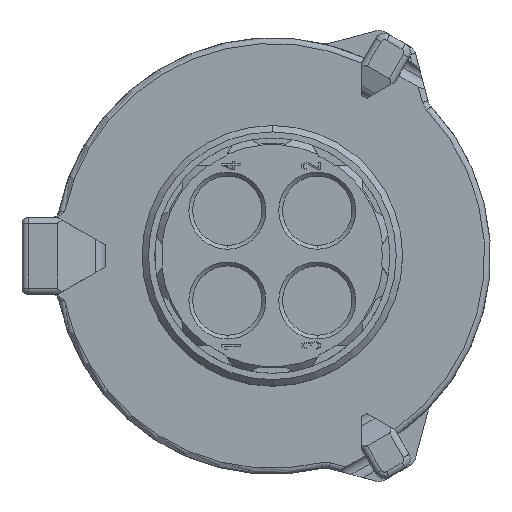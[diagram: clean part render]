
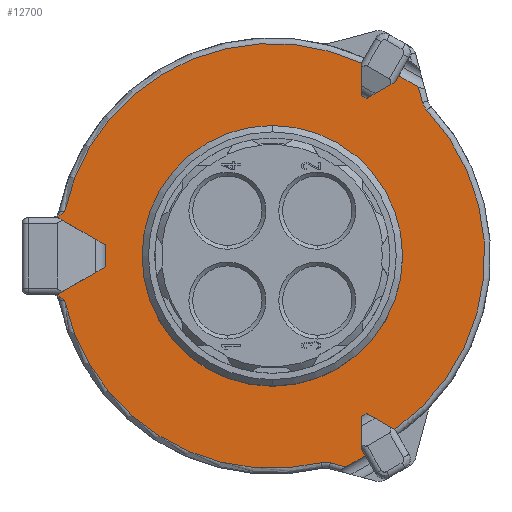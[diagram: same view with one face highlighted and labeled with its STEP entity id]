
A CAD part, top view. The second image highlights one B-rep face of the part: STEP entity #12700.
In plain terms, the highlighted planar face has unit normal (0, 0, 1).
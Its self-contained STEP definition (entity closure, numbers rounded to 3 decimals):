
#961=CARTESIAN_POINT('',(11.38,13.162,-16.5));
#1152=CARTESIAN_POINT('',(9.532,-13.529,-16.5));
#1343=CARTESIAN_POINT('',(5.714,-16.438,-16.5));
#1412=DIRECTION('',(-0.866,0.5,0.));
#1413=VECTOR('',#1412,1.155);
#1414=CARTESIAN_POINT('',(-13.,0.845,-16.5));
#1415=LINE('',#1414,#1413);
#1419=DIRECTION('',(0.,-1.,0.));
#1420=VECTOR('',#1419,2.844);
#1421=CARTESIAN_POINT('',(-14.,1.422,-16.5));
#1422=LINE('',#1421,#1420);
#1426=DIRECTION('',(0.866,0.5,0.));
#1427=VECTOR('',#1426,1.155);
#1428=CARTESIAN_POINT('',(-14.,-1.422,-16.5));
#1429=LINE('',#1428,#1427);
#1433=DIRECTION('',(0.,1.,0.));
#1434=VECTOR('',#1433,1.689);
#1435=CARTESIAN_POINT('',(-13.,-0.845,-16.5));
#1436=LINE('',#1435,#1434);
#1440=CARTESIAN_POINT('',(0.,0.,-16.5));
#1441=DIRECTION('',(0.,0.,-1.));
#1442=DIRECTION('',(0.,1.,0.));
#1443=AXIS2_PLACEMENT_3D('',#1440,#1441,#1442);
#1448=CARTESIAN_POINT('',(0.,0.,-16.5));
#1449=DIRECTION('',(0.,0.,1.));
#1450=DIRECTION('',(0.,1.,0.));
#1451=AXIS2_PLACEMENT_3D('',#1448,#1449,#1450);
#1529=DIRECTION('',(0.,1.,0.));
#1530=VECTOR('',#1529,6.129);
#1531=CARTESIAN_POINT('',(-16.733,-3.065,-16.5));
#1532=LINE('',#1531,#1530);
#1536=CARTESIAN_POINT('',(0.,0.,-16.5));
#1537=DIRECTION('',(0.,0.,-1.));
#1538=DIRECTION('',(-0.977,0.211,0.));
#1539=AXIS2_PLACEMENT_3D('',#1536,#1537,#1538);
#1544=DIRECTION('',(0.,-1.,0.));
#1545=VECTOR('',#1544,2.52);
#1546=CARTESIAN_POINT('',(6.951,15.02,-16.5));
#1547=LINE('',#1546,#1545);
#1551=DIRECTION('',(0.866,-0.5,0.));
#1552=VECTOR('',#1551,0.46);
#1553=CARTESIAN_POINT('',(6.951,12.499,-16.5));
#1554=LINE('',#1553,#1552);
#1558=DIRECTION('',(0.866,0.5,0.));
#1559=VECTOR('',#1558,2.54);
#1560=CARTESIAN_POINT('',(7.349,12.269,-16.5));
#1561=LINE('',#1560,#1559);
#1565=DIRECTION('',(0.5,0.866,0.));
#1566=VECTOR('',#1565,0.589);
#1567=CARTESIAN_POINT('',(9.549,13.539,-16.5));
#1568=LINE('',#1567,#1566);
#1572=DIRECTION('',(0.866,-0.5,0.));
#1573=VECTOR('',#1572,1.775);
#1574=CARTESIAN_POINT('',(9.843,14.049,-16.5));
#1575=LINE('',#1574,#1573);
#1579=DIRECTION('',(0.259,-0.966,0.));
#1580=VECTOR('',#1579,1.236);
#1581=CARTESIAN_POINT('',(11.38,13.162,-16.5));
#1582=LINE('',#1581,#1580);
#1586=CARTESIAN_POINT('',(13.101,12.344,-16.5));
#1587=DIRECTION('',(0.,0.,1.));
#1588=DIRECTION('',(-0.966,-0.259,0.));
#1589=AXIS2_PLACEMENT_3D('',#1586,#1587,#1588);
#1594=CARTESIAN_POINT('',(0.,0.,-16.5));
#1595=DIRECTION('',(0.,0.,-1.));
#1596=DIRECTION('',(0.728,0.686,0.));
#1597=AXIS2_PLACEMENT_3D('',#1594,#1595,#1596);
#1602=DIRECTION('',(-0.866,0.5,0.));
#1603=VECTOR('',#1602,2.52);
#1604=CARTESIAN_POINT('',(9.532,-13.529,-16.5));
#1605=LINE('',#1604,#1603);
#1609=DIRECTION('',(-0.866,-0.5,0.));
#1610=VECTOR('',#1609,0.46);
#1611=CARTESIAN_POINT('',(7.349,-12.269,-16.5));
#1612=LINE('',#1611,#1610);
#1616=DIRECTION('',(0.,-1.,0.));
#1617=VECTOR('',#1616,2.54);
#1618=CARTESIAN_POINT('',(6.951,-12.499,-16.5));
#1619=LINE('',#1618,#1617);
#1623=DIRECTION('',(0.5,-0.866,0.));
#1624=VECTOR('',#1623,0.593);
#1625=CARTESIAN_POINT('',(6.951,-15.039,-16.5));
#1626=LINE('',#1625,#1624);
#1630=DIRECTION('',(0.866,0.5,0.));
#1631=VECTOR('',#1630,1.771);
#1632=CARTESIAN_POINT('',(5.714,-16.438,-16.5));
#1633=LINE('',#1632,#1631);
#1637=DIRECTION('',(-0.966,0.259,0.));
#1638=VECTOR('',#1637,1.241);
#1639=CARTESIAN_POINT('',(5.714,-16.438,-16.5));
#1640=LINE('',#1639,#1638);
#1644=CARTESIAN_POINT('',(4.14,-17.517,
-16.5));
#1645=DIRECTION('',(0.,0.,1.));
#1646=DIRECTION('',(0.259,0.966,0.));
#1647=AXIS2_PLACEMENT_3D('',#1644,#1645,#1646);
#1652=CARTESIAN_POINT('',(0.,0.,-16.5));
#1653=DIRECTION('',(0.,0.,-1.));
#1654=DIRECTION('',(0.23,-0.973,0.));
#1655=AXIS2_PLACEMENT_3D('',#1652,#1653,#1654);
#1680=CARTESIAN_POINT('',(-14.,1.422,-16.5));
#1774=CARTESIAN_POINT('',(-14.,-1.422,-16.5));
#1963=CARTESIAN_POINT('',(-16.733,-3.065,-16.5));
#1968=CARTESIAN_POINT('',(-16.733,-3.065,-16.5));
#1969=CARTESIAN_POINT('',(-16.69,-3.083,-16.5));
#1970=CARTESIAN_POINT('',(-16.608,-3.126,
-16.5));
#1971=CARTESIAN_POINT('',(-16.493,-3.206,
-16.5));
#1972=CARTESIAN_POINT('',(-16.384,-3.297,
-16.5));
#1973=CARTESIAN_POINT('',(-16.279,-3.396,
-16.5));
#1974=CARTESIAN_POINT('',(-16.21,-3.465,
-16.5));
#1975=CARTESIAN_POINT('',(-16.176,-3.5,
-16.5));
#2393=CARTESIAN_POINT('',(-16.176,3.5,
-16.5));
#2394=CARTESIAN_POINT('',(-16.238,3.437,
-16.5));
#2395=CARTESIAN_POINT('',(-16.359,3.316,
-16.5));
#2396=CARTESIAN_POINT('',(-16.542,3.164,
-16.5));
#2397=CARTESIAN_POINT('',(-16.669,3.092,-16.5));
#2398=CARTESIAN_POINT('',(-16.733,3.065,-16.5));
#2413=CARTESIAN_POINT('',(-16.176,3.5,
-16.5));
#2497=CARTESIAN_POINT('',(6.951,15.02,-16.5));
#10038=CARTESIAN_POINT('',(0.,10.15,-16.5));
#10039=VERTEX_POINT('',#10038);
#10042=CARTESIAN_POINT('',(0.,-10.15,-16.5));
#10043=VERTEX_POINT('',#10042);
#10044=CARTESIAN_POINT('',(-13.,-0.845,-16.5));
#10045=CARTESIAN_POINT('',(-13.,0.845,-16.5));
#10046=VERTEX_POINT('',#10044);
#10047=VERTEX_POINT('',#10045);
#10048=CARTESIAN_POINT('',(6.951,12.499,-16.5));
#10049=CARTESIAN_POINT('',(7.349,12.269,-16.5));
#10050=VERTEX_POINT('',#10048);
#10051=VERTEX_POINT('',#10049);
#10052=CARTESIAN_POINT('',(9.549,13.539,-16.5));
#10053=VERTEX_POINT('',#10052);
#10054=CARTESIAN_POINT('',(6.951,-12.499,-16.5));
#10055=CARTESIAN_POINT('',(6.951,-15.039,-16.5));
#10056=VERTEX_POINT('',#10054);
#10057=VERTEX_POINT('',#10055);
#10058=CARTESIAN_POINT('',(7.349,-12.269,-16.5));
#10059=VERTEX_POINT('',#10058);
#10068=VERTEX_POINT('',#1774);
#10077=VERTEX_POINT('',#1680);
#10092=CARTESIAN_POINT('',(9.843,14.049,-16.5));
#10093=VERTEX_POINT('',#10092);
#10102=CARTESIAN_POINT('',(7.247,-15.553,-16.5));
#10103=VERTEX_POINT('',#10102);
#11040=VERTEX_POINT('',#1152);
#11041=CARTESIAN_POINT('',(12.045,11.35,-16.5));
#11042=VERTEX_POINT('',#11041);
#11049=CARTESIAN_POINT('',(11.7,11.969,
-16.5));
#11050=VERTEX_POINT('',#11049);
#11052=VERTEX_POINT('',#961);
#11058=VERTEX_POINT('',#2497);
#11063=CARTESIAN_POINT('',(4.515,-16.117,
-16.5));
#11064=CARTESIAN_POINT('',(3.806,-16.106,
-16.5));
#11065=VERTEX_POINT('',#11063);
#11066=VERTEX_POINT('',#11064);
#11067=VERTEX_POINT('',#1343);
#11083=VERTEX_POINT('',#2413);
#11090=CARTESIAN_POINT('',(-16.176,-3.5,-16.5));
#11091=VERTEX_POINT('',#11090);
#11096=VERTEX_POINT('',#1963);
#11097=VERTEX_POINT('',#2398);
#12648=CARTESIAN_POINT('',(0.,0.,-16.5));
#12649=DIRECTION('',(0.,0.,1.));
#12650=DIRECTION('',(0.,-1.,0.));
#12651=AXIS2_PLACEMENT_3D('',#12648,#12649,#12650);
#12652=PLANE('',#12651);
#12654=ORIENTED_EDGE('',*,*,#12653,.T.);
#12656=ORIENTED_EDGE('',*,*,#12655,.F.);
#12658=ORIENTED_EDGE('',*,*,#12657,.T.);
#12660=ORIENTED_EDGE('',*,*,#12659,.T.);
#12662=ORIENTED_EDGE('',*,*,#12661,.T.);
#12663=ORIENTED_EDGE('',*,*,#11879,.T.);
#12664=ORIENTED_EDGE('',*,*,#11903,.T.);
#12665=ORIENTED_EDGE('',*,*,#12183,.T.);
#12666=ORIENTED_EDGE('',*,*,#12203,.T.);
#12667=ORIENTED_EDGE('',*,*,#12217,.T.);
#12668=ORIENTED_EDGE('',*,*,#12321,.T.);
#12669=ORIENTED_EDGE('',*,*,#12343,.T.);
#12671=ORIENTED_EDGE('',*,*,#12670,.T.);
#12672=ORIENTED_EDGE('',*,*,#12408,.T.);
#12673=ORIENTED_EDGE('',*,*,#12432,.T.);
#12674=ORIENTED_EDGE('',*,*,#12557,.F.);
#12675=ORIENTED_EDGE('',*,*,#12580,.T.);
#12677=ORIENTED_EDGE('',*,*,#12676,.T.);
#12679=ORIENTED_EDGE('',*,*,#12678,.T.);
#12681=ORIENTED_EDGE('',*,*,#12680,.F.);
#12682=EDGE_LOOP('',(#12654,#12656,#12658,#12660,#12662,#12663,#12664,#12665,
#12666,#12667,#12668,#12669,#12671,#12672,#12673,#12674,#12675,#12677,#12679,
#12681));
#12683=FACE_OUTER_BOUND('',#12682,.F.);
#12685=ORIENTED_EDGE('',*,*,#12684,.T.);
#12687=ORIENTED_EDGE('',*,*,#12686,.T.);
#12689=ORIENTED_EDGE('',*,*,#12688,.T.);
#12691=ORIENTED_EDGE('',*,*,#12690,.T.);
#12692=EDGE_LOOP('',(#12685,#12687,#12689,#12691));
#12693=FACE_BOUND('',#12692,.F.);
#12695=ORIENTED_EDGE('',*,*,#12694,.F.);
#12697=ORIENTED_EDGE('',*,*,#12696,.T.);
#12698=EDGE_LOOP('',(#12695,#12697));
#12699=FACE_BOUND('',#12698,.F.);
#12700=ADVANCED_FACE('',(#12683,#12693,#12699),#12652,.T.);
#1444=CIRCLE('',#1443,10.15);
#1452=CIRCLE('',#1451,10.15);
#1540=CIRCLE('',#1539,16.55);
#1590=CIRCLE('',#1589,1.45);
#1598=CIRCLE('',#1597,16.55);
#1648=CIRCLE('',#1647,1.45);
#1656=CIRCLE('',#1655,16.55);
#1976=B_SPLINE_CURVE_WITH_KNOTS('',3,(#1968,#1969,#1970,#1971,#1972,#1973,#1974,
#1975),.UNSPECIFIED.,.F.,.F.,(4,1,1,1,1,4),(0.,0.2,0.4,0.6,0.8,1.),
.UNSPECIFIED.);
#2399=B_SPLINE_CURVE_WITH_KNOTS('',3,(#2393,#2394,#2395,#2396,#2397,#2398),
.UNSPECIFIED.,.F.,.F.,(4,1,1,4),(0.,0.333,0.667,1.),
.UNSPECIFIED.);
#11879=EDGE_CURVE('',#10051,#10053,#1561,.T.);
#11903=EDGE_CURVE('',#10053,#10093,#1568,.T.);
#12183=EDGE_CURVE('',#10093,#11052,#1575,.T.);
#12203=EDGE_CURVE('',#11052,#11050,#1582,.T.);
#12217=EDGE_CURVE('',#11050,#11042,#1590,.T.);
#12321=EDGE_CURVE('',#11042,#11040,#1598,.T.);
#12343=EDGE_CURVE('',#11040,#10059,#1605,.T.);
#12408=EDGE_CURVE('',#10056,#10057,#1619,.T.);
#12432=EDGE_CURVE('',#10057,#10103,#1626,.T.);
#12557=EDGE_CURVE('',#11067,#10103,#1633,.T.);
#12580=EDGE_CURVE('',#11067,#11065,#1640,.T.);
#12653=EDGE_CURVE('',#11096,#11097,#1532,.T.);
#12655=EDGE_CURVE('',#11083,#11097,#2399,.T.);
#12657=EDGE_CURVE('',#11083,#11058,#1540,.T.);
#12659=EDGE_CURVE('',#11058,#10050,#1547,.T.);
#12661=EDGE_CURVE('',#10050,#10051,#1554,.T.);
#12670=EDGE_CURVE('',#10059,#10056,#1612,.T.);
#12676=EDGE_CURVE('',#11065,#11066,#1648,.T.);
#12678=EDGE_CURVE('',#11066,#11091,#1656,.T.);
#12680=EDGE_CURVE('',#11096,#11091,#1976,.T.);
#12684=EDGE_CURVE('',#10047,#10077,#1415,.T.);
#12686=EDGE_CURVE('',#10077,#10068,#1422,.T.);
#12688=EDGE_CURVE('',#10068,#10046,#1429,.T.);
#12690=EDGE_CURVE('',#10046,#10047,#1436,.T.);
#12694=EDGE_CURVE('',#10039,#10043,#1444,.T.);
#12696=EDGE_CURVE('',#10039,#10043,#1452,.T.);
